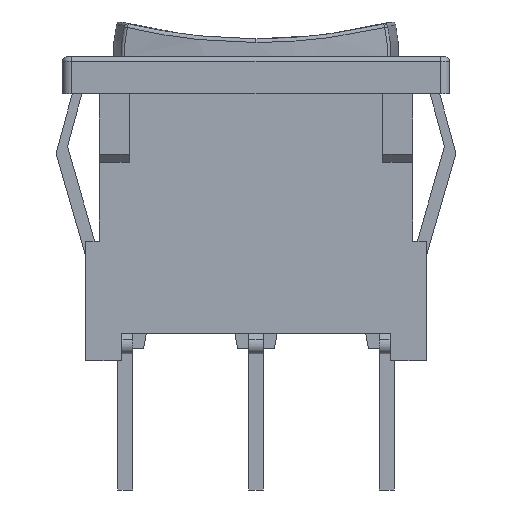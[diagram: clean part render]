
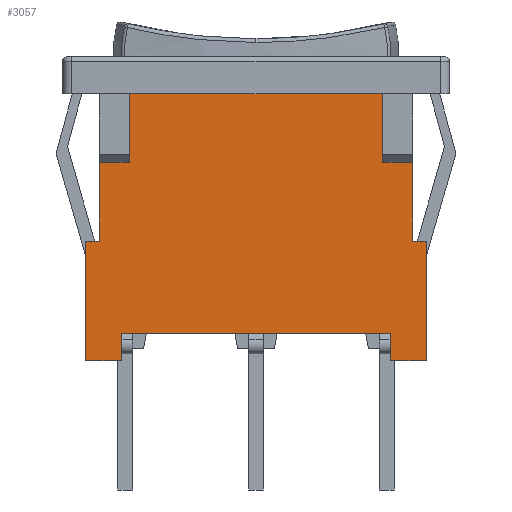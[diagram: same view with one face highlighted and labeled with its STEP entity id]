
A CAD part, front view. The second image highlights one B-rep face of the part: STEP entity #3057.
In plain terms, the highlighted planar face has unit normal (0, -1, 0).
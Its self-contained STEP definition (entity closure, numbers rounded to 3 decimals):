
#217=FACE_OUTER_BOUND('',#388,.T.);
#388=EDGE_LOOP('',(#2400,#2401,#2402,#2403,#2404,#2405,#2406,#2407,#2408,
#2409,#2410,#2411,#2412,#2413,#2414,#2415));
#504=LINE('',#4246,#843);
#575=LINE('',#5781,#914);
#580=LINE('',#5791,#919);
#628=LINE('',#5885,#967);
#634=LINE('',#5898,#973);
#637=LINE('',#5904,#976);
#647=LINE('',#5925,#986);
#648=LINE('',#5929,#987);
#649=LINE('',#5930,#988);
#650=LINE('',#5932,#989);
#651=LINE('',#5934,#990);
#652=LINE('',#5936,#991);
#653=LINE('',#5937,#992);
#654=LINE('',#5938,#993);
#655=LINE('',#5940,#994);
#656=LINE('',#5941,#995);
#843=VECTOR('',#3424,13.75);
#914=VECTOR('',#3709,6.5);
#919=VECTOR('',#3716,14.6);
#967=VECTOR('',#3766,6.5);
#973=VECTOR('',#3780,1.95);
#976=VECTOR('',#3785,1.95);
#986=VECTOR('',#3801,1.5);
#987=VECTOR('',#3804,1.625);
#988=VECTOR('',#3805,3.73);
#989=VECTOR('',#3806,3.73);
#990=VECTOR('',#3807,1.625);
#991=VECTOR('',#3808,4.27);
#992=VECTOR('',#3809,0.75);
#993=VECTOR('',#3810,1.5);
#994=VECTOR('',#3811,0.75);
#995=VECTOR('',#3812,4.27);
#1270=VERTEX_POINT('',#4243);
#1271=VERTEX_POINT('',#4245);
#1369=VERTEX_POINT('',#5778);
#1370=VERTEX_POINT('',#5780);
#1373=VERTEX_POINT('',#5788);
#1374=VERTEX_POINT('',#5790);
#1418=VERTEX_POINT('',#5882);
#1419=VERTEX_POINT('',#5884);
#1422=VERTEX_POINT('',#5897);
#1423=VERTEX_POINT('',#5901);
#1433=VERTEX_POINT('',#5927);
#1434=VERTEX_POINT('',#5928);
#1435=VERTEX_POINT('',#5931);
#1436=VERTEX_POINT('',#5933);
#1437=VERTEX_POINT('',#5935);
#1438=VERTEX_POINT('',#5939);
#1560=EDGE_CURVE('',#1271,#1270,#504,.T.);
#1717=EDGE_CURVE('',#1370,#1369,#575,.T.);
#1722=EDGE_CURVE('',#1373,#1374,#580,.T.);
#1770=EDGE_CURVE('',#1418,#1419,#628,.T.);
#1776=EDGE_CURVE('',#1419,#1422,#634,.T.);
#1779=EDGE_CURVE('',#1423,#1369,#637,.T.);
#1789=EDGE_CURVE('',#1422,#1373,#647,.T.);
#1790=EDGE_CURVE('',#1433,#1434,#648,.T.);
#1791=EDGE_CURVE('',#1271,#1434,#649,.T.);
#1792=EDGE_CURVE('',#1270,#1435,#650,.T.);
#1793=EDGE_CURVE('',#1435,#1436,#651,.T.);
#1794=EDGE_CURVE('',#1436,#1437,#652,.T.);
#1795=EDGE_CURVE('',#1437,#1370,#653,.T.);
#1796=EDGE_CURVE('',#1423,#1374,#654,.T.);
#1797=EDGE_CURVE('',#1418,#1438,#655,.T.);
#1798=EDGE_CURVE('',#1433,#1438,#656,.T.);
#2400=ORIENTED_EDGE('',*,*,#1790,.T.);
#2401=ORIENTED_EDGE('',*,*,#1791,.F.);
#2402=ORIENTED_EDGE('',*,*,#1560,.T.);
#2403=ORIENTED_EDGE('',*,*,#1792,.T.);
#2404=ORIENTED_EDGE('',*,*,#1793,.T.);
#2405=ORIENTED_EDGE('',*,*,#1794,.T.);
#2406=ORIENTED_EDGE('',*,*,#1795,.T.);
#2407=ORIENTED_EDGE('',*,*,#1717,.T.);
#2408=ORIENTED_EDGE('',*,*,#1779,.F.);
#2409=ORIENTED_EDGE('',*,*,#1796,.T.);
#2410=ORIENTED_EDGE('',*,*,#1722,.F.);
#2411=ORIENTED_EDGE('',*,*,#1789,.F.);
#2412=ORIENTED_EDGE('',*,*,#1776,.F.);
#2413=ORIENTED_EDGE('',*,*,#1770,.F.);
#2414=ORIENTED_EDGE('',*,*,#1797,.T.);
#2415=ORIENTED_EDGE('',*,*,#1798,.F.);
#2903=PLANE('',#3284);
#3057=ADVANCED_FACE('',(#217),#2903,.T.);
#3284=AXIS2_PLACEMENT_3D('',#5926,#3802,#3803);
#3424=DIRECTION('',(-1.,0.,0.));
#3709=DIRECTION('',(0.,0.,-1.));
#3716=DIRECTION('',(-1.,0.,0.));
#3766=DIRECTION('',(0.,0.,-1.));
#3780=DIRECTION('',(-1.,0.,0.));
#3785=DIRECTION('',(-1.,0.,0.));
#3801=DIRECTION('',(0.,0.,1.));
#3802=DIRECTION('center_axis',(0.,-1.,0.));
#3803=DIRECTION('ref_axis',(-1.,0.,0.));
#3804=DIRECTION('',(-1.,0.,0.));
#3805=DIRECTION('',(0.,0.,-1.));
#3806=DIRECTION('',(0.,0.,-1.));
#3807=DIRECTION('',(-1.,0.,0.));
#3808=DIRECTION('',(0.,0.,-1.));
#3809=DIRECTION('',(-1.,0.,0.));
#3810=DIRECTION('',(0.,0.,1.));
#3811=DIRECTION('',(-1.,0.,0.));
#3812=DIRECTION('',(0.,0.,-1.));
#4243=CARTESIAN_POINT('',(-6.875,-6.,0.));
#4245=CARTESIAN_POINT('',(6.875,-6.,0.));
#4246=CARTESIAN_POINT('',(6.875,-6.,0.));
#5778=CARTESIAN_POINT('',(-9.25,-6.,-14.5));
#5780=CARTESIAN_POINT('',(-9.25,-6.,-8.));
#5781=CARTESIAN_POINT('',(-9.25,-6.,-8.));
#5788=CARTESIAN_POINT('',(7.3,-6.,-13.));
#5790=CARTESIAN_POINT('',(-7.3,-6.,-13.));
#5791=CARTESIAN_POINT('',(7.3,-6.,-13.));
#5882=CARTESIAN_POINT('',(9.25,-6.,-8.));
#5884=CARTESIAN_POINT('',(9.25,-6.,-14.5));
#5885=CARTESIAN_POINT('',(9.25,-6.,-8.));
#5897=CARTESIAN_POINT('',(7.3,-6.,-14.5));
#5898=CARTESIAN_POINT('',(9.25,-6.,-14.5));
#5901=CARTESIAN_POINT('',(-7.3,-6.,-14.5));
#5904=CARTESIAN_POINT('',(-7.3,-6.,-14.5));
#5925=CARTESIAN_POINT('',(7.3,-6.,-14.5));
#5926=CARTESIAN_POINT('Origin',(9.25,-6.,0.));
#5927=CARTESIAN_POINT('',(8.5,-6.,-3.73));
#5928=CARTESIAN_POINT('',(6.875,-6.,-3.73));
#5929=CARTESIAN_POINT('',(8.5,-6.,-3.73));
#5930=CARTESIAN_POINT('',(6.875,-6.,0.));
#5931=CARTESIAN_POINT('',(-6.875,-6.,-3.73));
#5932=CARTESIAN_POINT('',(-6.875,-6.,0.));
#5933=CARTESIAN_POINT('',(-8.5,-6.,-3.73));
#5934=CARTESIAN_POINT('',(-6.875,-6.,-3.73));
#5935=CARTESIAN_POINT('',(-8.5,-6.,-8.));
#5936=CARTESIAN_POINT('',(-8.5,-6.,-3.73));
#5937=CARTESIAN_POINT('',(-8.5,-6.,-8.));
#5938=CARTESIAN_POINT('',(-7.3,-6.,-14.5));
#5939=CARTESIAN_POINT('',(8.5,-6.,-8.));
#5940=CARTESIAN_POINT('',(9.25,-6.,-8.));
#5941=CARTESIAN_POINT('',(8.5,-6.,-3.73));
